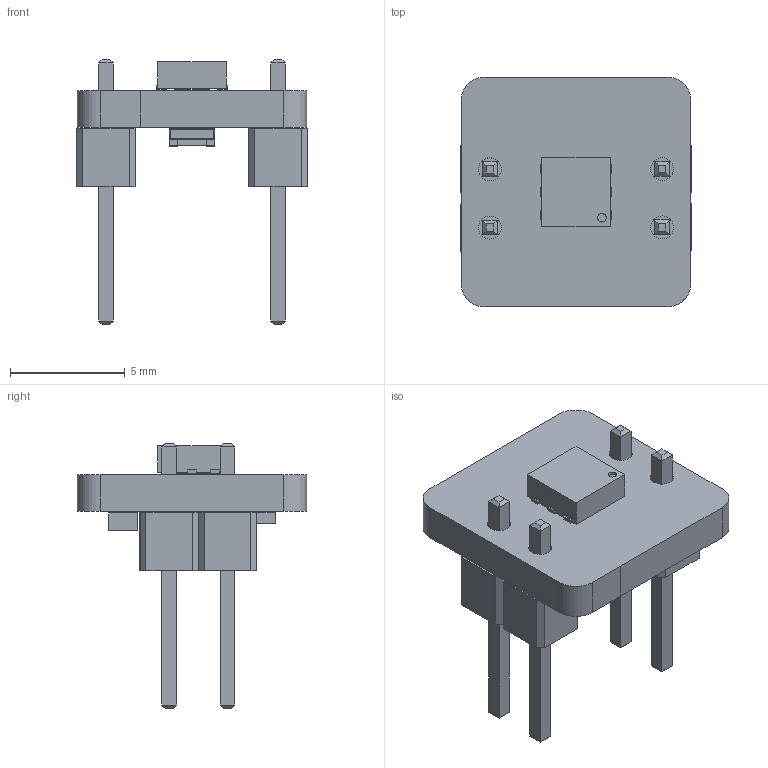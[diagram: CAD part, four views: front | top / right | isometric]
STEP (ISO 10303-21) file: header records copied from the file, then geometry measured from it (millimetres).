
FILE_DESCRIPTION(('KiCad electronic assembly'),'2;1');
FILE_NAME('SI7021-A20-GM1R.step','2020-11-03T17:35:35',('An Author'),( 'A Company'),'Open CASCADE STEP processor 6.9', 'KiCad to STEP converter','Unknown');
FILE_SCHEMA(('AUTOMOTIVE_DESIGN { 1 0 10303 214 1 1 1 1 }'));
Length unit declared in the file: millimetre
Products named in the file (10): Open CASCADE STEP translator 6.9 1; Si7021-A20-GM1R; COMPOUND; R_0805; SOLID; Pin_Header_Straight_1x02_Pitch2.54mm; C_0805
Assembly tree (11 placements, depth 3):
  Open CASCADE STEP translator 6.9 1
    Si7021-A20-GM1R
      COMPOUND
    R_0805  x2
      SOLID
    Pin_Header_Straight_1x02_Pitch2.54mm  x2
      SOLID
    C_0805
      SOLID
    COMPOUND
Bounding box: 10.04 x 10 x 11.54 mm (x, y, z)
Volume: 247.7 mm3; surface area: 560.8 mm2
Topology: 14 solids, 14 shells, 254 faces, 613 edges, 398 vertices
Faces by surface type: plane 211, cylinder 43
Full cylindrical faces by diameter (mm): 0.375 x1, 1 x4
Entity records: 11447 total; most frequent: CARTESIAN_POINT 1851, DIRECTION 1655, LINE 1099, VECTOR 1099, ORIENTED_EDGE 826, PCURVE 826, DEFINITIONAL_REPRESENTATION 826, EDGE_CURVE 413
